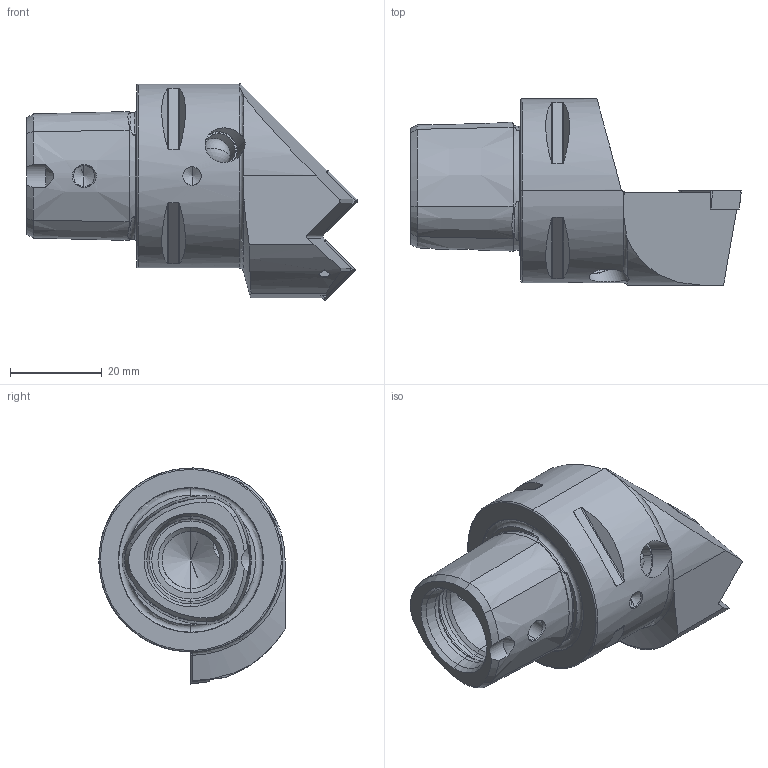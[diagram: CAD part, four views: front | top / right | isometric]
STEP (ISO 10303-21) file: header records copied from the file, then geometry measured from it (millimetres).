
FILE_DESCRIPTION (( 'STEP AP214' ), '1' );
FILE_NAME ('PS4.KSA.RXC.048.STEP', '2022-02-25T10:12:13', ( '' ), ( '' ), 'SwSTEP 2.0', 'SolidWorks 2017', '' );
FILE_SCHEMA (( 'AUTOMOTIVE_DESIGN' ));
Length unit declared in the file: millimetre
Products named in the file (5): WCB-ER2.001.009_A; SCMT09T304; PS4.KSA.RXC.048; KVT_MB_600_080; PS4-KSA.RXC.048_A
Assembly tree (6 placements, depth 2):
  PS4.KSA.RXC.048
    PS4-KSA.RXC.048_A
    WCB-ER2.001.009_A  x2
    KVT_MB_600_080
    SCMT09T304  x2
Bounding box: 72 x 40.5 x 47.03 mm (x, y, z)
Volume: 43653.7 mm3; surface area: 14006.7 mm2
Topology: 7 solids, 7 shells, 389 faces, 988 edges, 587 vertices
Faces by surface type: cone 131, cylinder 99, plane 76, torus 53, bspline 24, sphere 6
Entity records: 10314 total; most frequent: CARTESIAN_POINT 3166, ORIENTED_EDGE 1478, DIRECTION 1410, EDGE_CURVE 739, AXIS2_PLACEMENT_3D 571, VERTEX_POINT 454, EDGE_LOOP 323, ADVANCED_FACE 303
